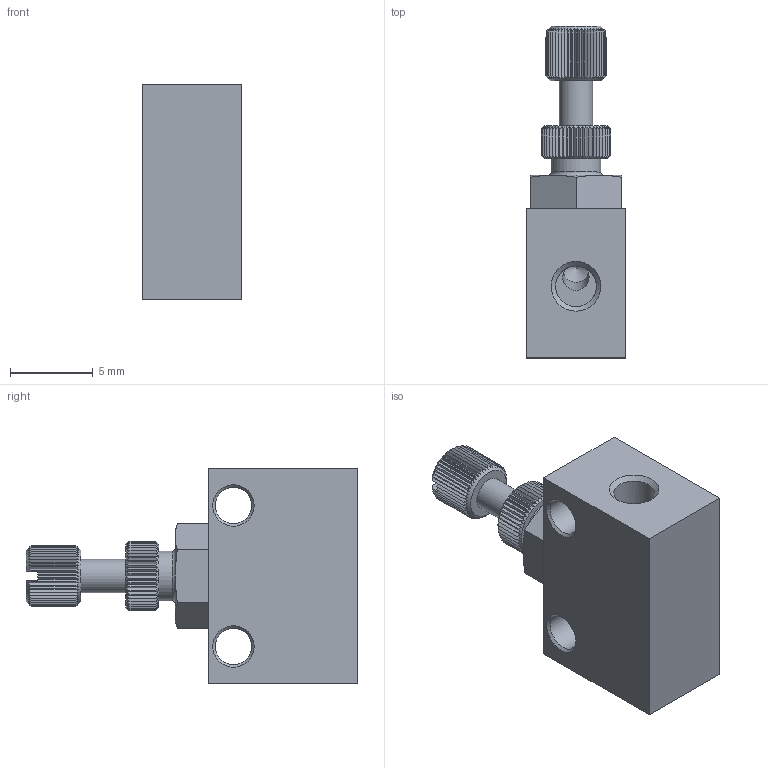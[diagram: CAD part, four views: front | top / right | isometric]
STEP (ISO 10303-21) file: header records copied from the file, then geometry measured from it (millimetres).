
FILE_DESCRIPTION(/* description */ ('STEP AP214'),/* implementation_level */ '2;1');
FILE_NAME(/* name */ '15899_GR-M3',/* time_stamp */ '2024-08-27T14:22:29+02:00',/* author */ ('License CC BY-ND 4.0'),/* organization */ ('CADENAS'),/* preprocessor_version */ 'ST-DEVELOPER v19.3',/* originating_system */ 'PARTsolutions',/* authorisation */ ' ');
FILE_SCHEMA (('AUTOMOTIVE_DESIGN {1 0 10303 214 3 1 1}'));
Length unit declared in the file: millimetre
Products named in the file (1): 15899 GR-M3---(0)
Bounding box: 6 x 20 x 13 mm (x, y, z)
Volume: 725 mm3; surface area: 841.1 mm2
Topology: 1 solids, 1 shells, 252 faces, 714 edges, 470 vertices
Faces by surface type: plane 223, cone 20, cylinder 8, torus 1
Full cylindrical faces by diameter (mm): 1.6 x1, 1.8 x1, 2 x1, 2.2 x2, 2.459 x2, 3 x1
Entity records: 8319 total; most frequent: CARTESIAN_POINT 2640, ORIENTED_EDGE 1376, DIRECTION 820, EDGE_CURVE 688, VERTEX_POINT 467, B_SPLINE_CURVE_WITH_KNOTS 409, AXIS2_PLACEMENT_3D 288, FACE_BOUND 285
